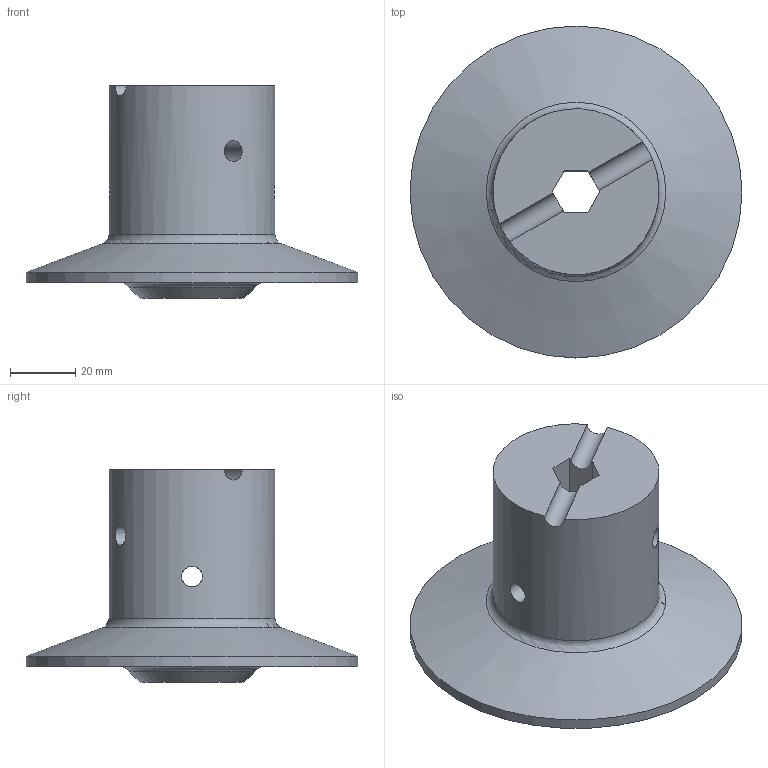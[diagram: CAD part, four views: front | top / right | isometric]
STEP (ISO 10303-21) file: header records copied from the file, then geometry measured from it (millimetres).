
FILE_DESCRIPTION(/* description */ (''),/* implementation_level */ '2;1');
FILE_NAME(/* name */ 'drum half.stp',/* time_stamp */ '2017-02-03T15:58:41-08:00',/* author */ ('pdfowkes'),/* organization */ (''),/* preprocessor_version */ 'ST-DEVELOPER v16.1',/* originating_system */ 'Autodesk Inventor 2016',/* authorisation */ '');
FILE_SCHEMA (('AUTOMOTIVE_DESIGN { 1 0 10303 214 3 1 1 }'));
Length unit declared in the file: inch
Products named in the file (1): drum half
Bounding box: 101.6 x 101.6 x 65.09 mm (x, y, z)
Volume: 160400.3 mm3; surface area: 29283.8 mm2
Topology: 1 solids, 1 shells, 22 faces, 72 edges, 48 vertices
Faces by surface type: plane 10, cylinder 8, torus 2, cone 2
Full cylindrical faces by diameter (mm): 6.35 x4, 50.8 x1, 101.6 x1
Entity records: 916 total; most frequent: CARTESIAN_POINT 303, ORIENTED_EDGE 118, DIRECTION 112, EDGE_CURVE 59, VERTEX_POINT 45, AXIS2_PLACEMENT_3D 42, EDGE_LOOP 38, LINE 28
